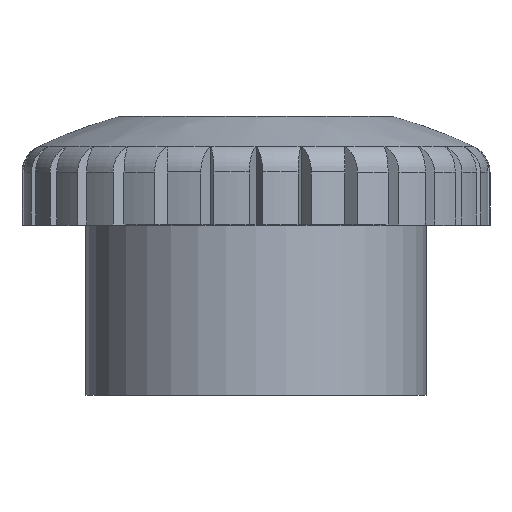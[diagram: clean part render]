
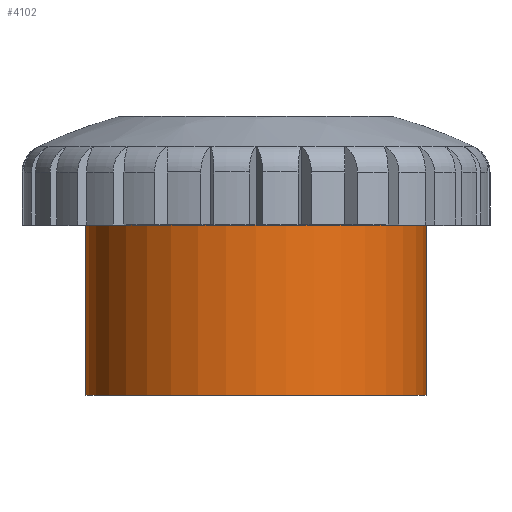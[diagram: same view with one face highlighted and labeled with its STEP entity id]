
A CAD part, top view. The second image highlights one B-rep face of the part: STEP entity #4102.
In plain terms, the highlighted cylindrical face has radius 6.35 mm (diameter 12.7 mm), a partial arc.
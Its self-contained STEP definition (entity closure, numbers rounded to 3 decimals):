
#1029=CARTESIAN_POINT('POINT57',(6.35,0.,0.
   ));
#1030=VERTEX_POINT('VERTEX57',#1029);
#1031=CARTESIAN_POINT('POINT58',(-6.35,0.,
   0.));
#1032=VERTEX_POINT('VERTEX58',#1031);
#1033=CARTESIAN_POINT('POS53',(0.,0.,0.));
#1034=DIRECTION('DIR101',(0.,-1.,0.));
#1035=DIRECTION('DIR102',(-1.,0.,0.));
#1036=AXIS2_PLACEMENT_3D('AXIS49',#1033,#1034,#1035);
#1037=CIRCLE('ELLIPSE43',#1036,6.35);
#1038=EDGE_CURVE('EDGE76',#1030,#1032,#1037,.T.);
#4071=CARTESIAN_POINT('POINT192',(6.35,6.35,
   0.));
#4072=VERTEX_POINT('VERTEX192',#4071);
#4073=CARTESIAN_POINT('POINT193',(-6.35,6.35,0.));
#4074=VERTEX_POINT('VERTEX193',#4073);
#4075=CARTESIAN_POINT('POS351',(0.,6.35,0.));
#4076=DIRECTION('DIR552',(0.,1.,0.));
#4077=DIRECTION('DIR553',(-1.,0.,0.));
#4078=AXIS2_PLACEMENT_3D('AXIS202',#4075,#4076,#4077);
#4079=CIRCLE('ELLIPSE108',#4078,6.35);
#4080=EDGE_CURVE('EDGE316',#4072,#4074,#4079,.F.);
#4081=ORIENTED_EDGE('COEDGE520',*,*,#4080,.T.);
#4082=CARTESIAN_POINT('POS352',(-6.35,0.,
   0.));
#4083=DIRECTION('DIR554',(0.,1.,0.));
#4084=VECTOR('VEC150',#4083,25.4);
#4085=LINE('STRAIGHT150',#4082,#4084);
#4086=EDGE_CURVE('EDGE317',#1032,#4074,#4085,.T.);
#4087=ORIENTED_EDGE('COEDGE521',*,*,#4086,.F.);
#4088=ORIENTED_EDGE('COEDGE522',*,*,#1038,.F.);
#4089=CARTESIAN_POINT('POS353',(6.35,0.,0.)
   );
#4090=DIRECTION('DIR555',(0.,1.,0.));
#4091=VECTOR('VEC151',#4090,25.4);
#4092=LINE('STRAIGHT151',#4089,#4091);
#4093=EDGE_CURVE('EDGE318',#1030,#4072,#4092,.T.);
#4094=ORIENTED_EDGE('COEDGE523',*,*,#4093,.T.);
#4095=EDGE_LOOP('NONE',(#4081,#4087,#4088,#4094));
#4096=FACE_BOUND('LOOP1',#4095,.T.);
#4097=CARTESIAN_POINT('POS354',(0.,11.668,0.));
#4098=DIRECTION('DIR556',(0.,-1.,0.));
#4099=DIRECTION('DIR557',(-1.,0.,0.));
#4100=AXIS2_PLACEMENT_3D('AXIS203',#4097,#4098,#4099);
#4101=CYLINDRICAL_SURFACE('CONE_SURF32',#4100,6.35);
#4102=ADVANCED_FACE('FACE128',(#4096),#4101,.T.);
